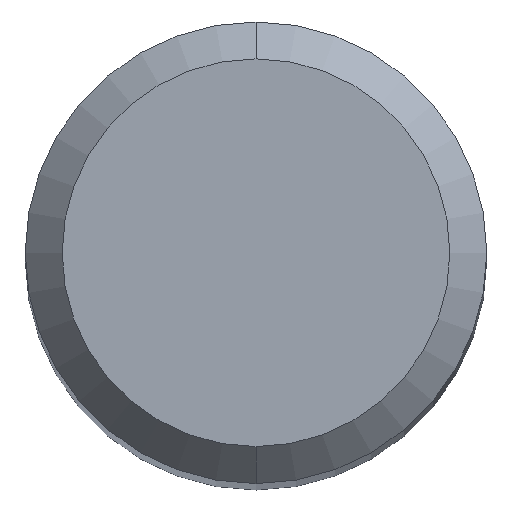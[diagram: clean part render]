
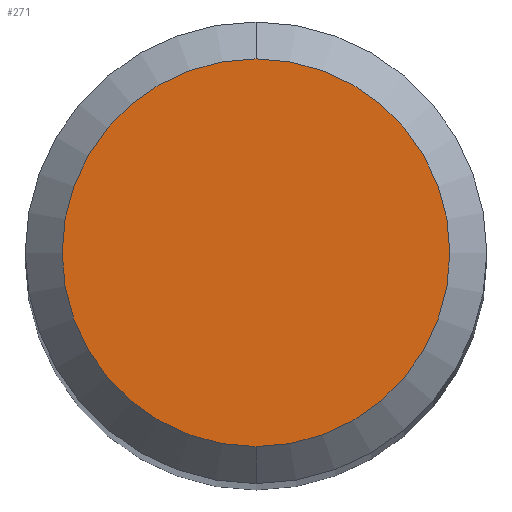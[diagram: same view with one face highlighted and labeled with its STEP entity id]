
A CAD part, top view. The second image highlights one B-rep face of the part: STEP entity #271.
In plain terms, the highlighted planar face has unit normal (0, 0, 1).
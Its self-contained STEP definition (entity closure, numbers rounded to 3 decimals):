
#271=ADVANCED_FACE('',(#594),#595,.T.);
#289=EDGE_CURVE('',#311,#313,#614,.T.);
#303=EDGE_CURVE('',#313,#311,#629,.T.);
#311=VERTEX_POINT('',#637);
#313=VERTEX_POINT('',#639);
#594=FACE_OUTER_BOUND('',#950,.T.);
#595=PLANE('',#951);
#614=CIRCLE('',#1003,2.1);
#629=CIRCLE('',#1020,2.1);
#637=CARTESIAN_POINT('',(0.,-2.1,0.0));
#639=CARTESIAN_POINT('',(0.0,2.1,0.0));
#950=EDGE_LOOP('',(#1619,#1620));
#951=AXIS2_PLACEMENT_3D('',#1621,#1622,#1623);
#1003=AXIS2_PLACEMENT_3D('',#1641,#1642,#1643);
#1020=AXIS2_PLACEMENT_3D('',#1655,#1656,#1657);
#1619=ORIENTED_EDGE('',*,*,#303,.F.);
#1620=ORIENTED_EDGE('',*,*,#289,.F.);
#1621=CARTESIAN_POINT('',(0.0,1.05,0.0));
#1622=DIRECTION('',(-0.0,0.0,1.0));
#1623=DIRECTION('',(0.0,-1.0,0.0));
#1641=CARTESIAN_POINT('',(0.0,0.0,0.0));
#1642=DIRECTION('',(0.0,0.0,-1.0));
#1643=DIRECTION('',(0.0,1.0,0.0));
#1655=CARTESIAN_POINT('',(0.0,0.0,0.0));
#1656=DIRECTION('',(0.0,0.0,-1.0));
#1657=DIRECTION('',(0.0,1.0,0.0));
